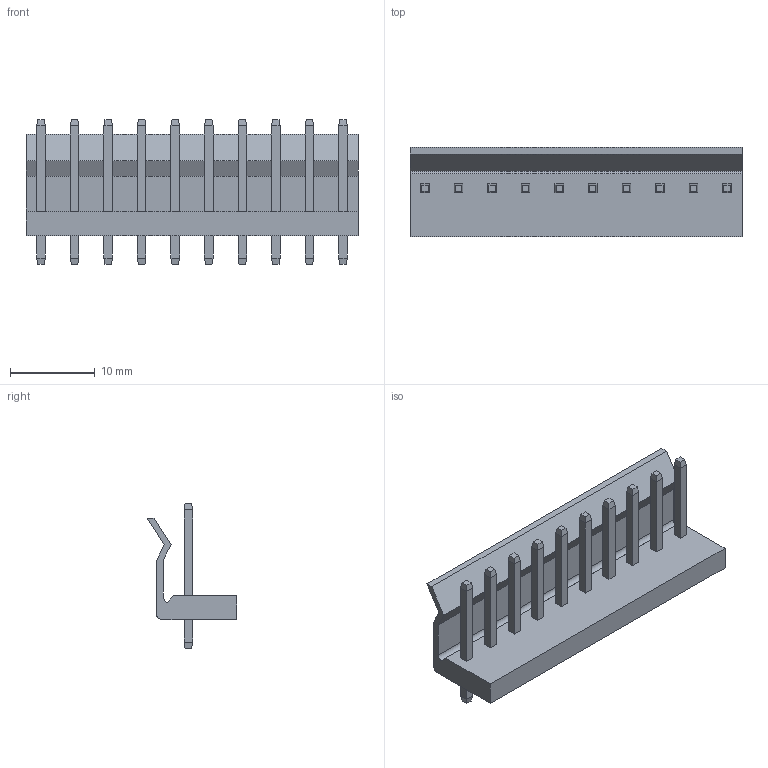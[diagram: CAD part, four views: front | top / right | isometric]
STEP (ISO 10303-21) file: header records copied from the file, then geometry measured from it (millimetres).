
FILE_DESCRIPTION(/* description */ ('Unknown'),/* implementation_level */ '2;1');
FILE_NAME(/* name */ 'JST - CH - Thru (V) - 10Pin - 3.96mm',/* time_stamp */ '2018-11-28T20:54:52-05:00',/* author */ ('Unknown'),/* organization */ ('Unknown'),/* preprocessor_version */ 'ST-DEVELOPER v16.7',/* originating_system */ 'DEX',/* authorisation */ $);
FILE_SCHEMA (('AP203_CONFIGURATION_CONTROLLED_3D_DESIGN_OF_MECHANICAL_PARTS_AND_ASSEMBLIES_MIM_LF { 1 0 10303 203 3 1 4 }','AP242_MANAGED_MODEL_BASED_3D_ENGINEERING_MIM_LF { 1 0 10303 442 1 1 4 }','AUTOMOTIVE_DESIGN {1 0 10303 214 3 1 1}'));
Length unit declared in the file: millimetre
Products named in the file (1): JST - CH - Thru (V) - 10Pin - 3.96mm
Bounding box: 39.2 x 10.57 x 17.09 mm (x, y, z)
Volume: 1447.7 mm3; surface area: 2432.9 mm2
Topology: 1 solids, 21 shells, 418 faces, 958 edges, 612 vertices
Faces by surface type: plane 376, bspline 40, cylinder 2
Entity records: 15803 total; most frequent: CARTESIAN_POINT 4099, ORIENTED_EDGE 1908, DIRECTION 1450, EDGE_CURVE 954, LINE 684, VECTOR 684, VERTEX_POINT 612, EDGE_LOOP 464
